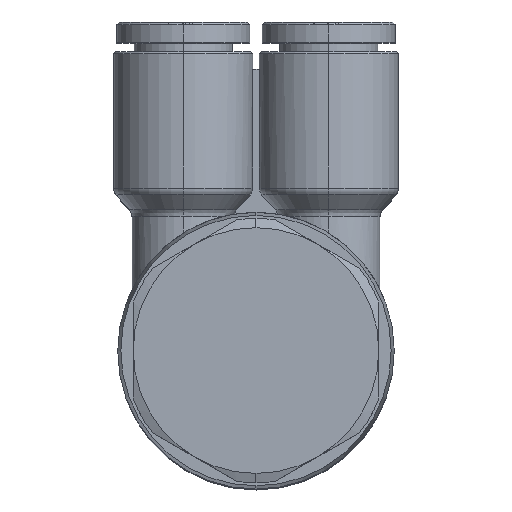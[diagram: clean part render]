
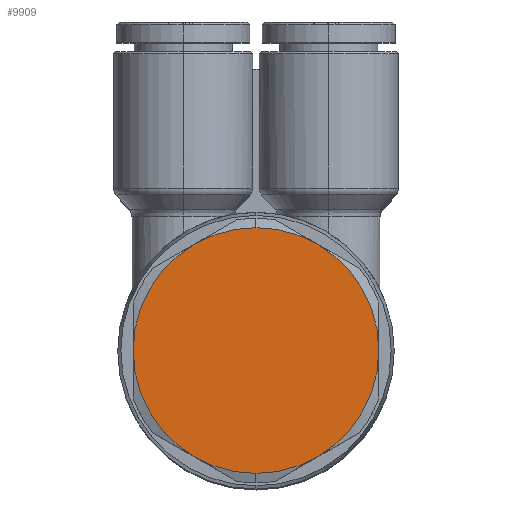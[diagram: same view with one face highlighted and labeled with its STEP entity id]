
A CAD part, top view. The second image highlights one B-rep face of the part: STEP entity #9909.
In plain terms, the highlighted planar face has unit normal (0, 0, 1).
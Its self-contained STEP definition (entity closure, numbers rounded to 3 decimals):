
#8833=CARTESIAN_POINT('',(20.5,7.1,16.));
#8834=VERTEX_POINT('',#8833);
#8841=CARTESIAN_POINT('',(18.892,1.1,16.));
#8842=VERTEX_POINT('',#8841);
#8843=CARTESIAN_POINT('',(8.5,7.1,16.));
#8844=DIRECTION('',(0.0,0.0,1.0));
#8845=DIRECTION('',(-1.0,0.0,0.0));
#8846=AXIS2_PLACEMENT_3D('',#8843,#8844,#8845);
#8847=CIRCLE('',#8846,12.);
#8848=EDGE_CURVE('',#8842,#8834,#8847,.T.);
#8872=CARTESIAN_POINT('',(-3.5,7.1,16.));
#8873=VERTEX_POINT('',#8872);
#8881=CARTESIAN_POINT('',(-1.892,1.1,16.));
#8882=VERTEX_POINT('',#8881);
#8896=CARTESIAN_POINT('',(8.5,7.1,16.));
#8897=DIRECTION('',(0.0,0.0,1.0));
#8898=DIRECTION('',(-1.0,0.0,0.0));
#8899=AXIS2_PLACEMENT_3D('',#8896,#8897,#8898);
#8900=CIRCLE('',#8899,12.);
#8901=EDGE_CURVE('',#8873,#8882,#8900,.T.);
#9323=CARTESIAN_POINT('',(8.5,-4.9,16.));
#9324=VERTEX_POINT('',#9323);
#9360=CARTESIAN_POINT('',(8.5,7.1,16.));
#9361=DIRECTION('',(0.0,0.0,1.0));
#9362=DIRECTION('',(-1.0,0.0,0.0));
#9363=AXIS2_PLACEMENT_3D('',#9360,#9361,#9362);
#9364=CIRCLE('',#9363,12.);
#9365=EDGE_CURVE('',#9324,#8842,#9364,.T.);
#9412=CARTESIAN_POINT('',(8.5,7.1,16.));
#9413=DIRECTION('',(0.0,0.0,1.0));
#9414=DIRECTION('',(-1.0,0.0,0.0));
#9415=AXIS2_PLACEMENT_3D('',#9412,#9413,#9414);
#9416=CIRCLE('',#9415,12.);
#9417=EDGE_CURVE('',#8882,#9324,#9416,.T.);
#9428=CARTESIAN_POINT('',(-1.892,13.1,16.));
#9429=VERTEX_POINT('',#9428);
#9430=CARTESIAN_POINT('',(8.5,7.1,16.));
#9431=DIRECTION('',(0.0,0.0,1.0));
#9432=DIRECTION('',(-1.0,0.0,0.0));
#9433=AXIS2_PLACEMENT_3D('',#9430,#9431,#9432);
#9434=CIRCLE('',#9433,12.);
#9435=EDGE_CURVE('',#9429,#8873,#9434,.T.);
#9482=CARTESIAN_POINT('',(8.5,19.1,16.));
#9483=VERTEX_POINT('',#9482);
#9484=CARTESIAN_POINT('',(8.5,7.1,16.));
#9485=DIRECTION('',(0.0,0.0,1.0));
#9486=DIRECTION('',(-1.0,0.0,0.0));
#9487=AXIS2_PLACEMENT_3D('',#9484,#9485,#9486);
#9488=CIRCLE('',#9487,12.);
#9489=EDGE_CURVE('',#9483,#9429,#9488,.T.);
#9536=CARTESIAN_POINT('',(18.892,13.1,16.));
#9537=VERTEX_POINT('',#9536);
#9538=CARTESIAN_POINT('',(8.5,7.1,16.));
#9539=DIRECTION('',(0.0,0.0,1.0));
#9540=DIRECTION('',(-1.0,0.0,0.0));
#9541=AXIS2_PLACEMENT_3D('',#9538,#9539,#9540);
#9542=CIRCLE('',#9541,12.);
#9543=EDGE_CURVE('',#9537,#9483,#9542,.T.);
#9598=CARTESIAN_POINT('',(8.5,7.1,16.));
#9599=DIRECTION('',(0.0,0.0,1.0));
#9600=DIRECTION('',(-1.0,0.0,0.0));
#9601=AXIS2_PLACEMENT_3D('',#9598,#9599,#9600);
#9602=CIRCLE('',#9601,12.);
#9603=EDGE_CURVE('',#8834,#9537,#9602,.T.);
#9894=CARTESIAN_POINT('',(8.5,7.1,16.));
#9895=DIRECTION('',(0.0,0.0,1.0));
#9896=DIRECTION('',(-1.0,0.0,0.0));
#9897=AXIS2_PLACEMENT_3D('',#9894,#9895,#9896);
#9898=PLANE('',#9897);
#9899=ORIENTED_EDGE('',*,*,#8848,.T.);
#9900=ORIENTED_EDGE('',*,*,#9603,.T.);
#9901=ORIENTED_EDGE('',*,*,#9543,.T.);
#9902=ORIENTED_EDGE('',*,*,#9489,.T.);
#9903=ORIENTED_EDGE('',*,*,#9435,.T.);
#9904=ORIENTED_EDGE('',*,*,#8901,.T.);
#9905=ORIENTED_EDGE('',*,*,#9417,.T.);
#9906=ORIENTED_EDGE('',*,*,#9365,.T.);
#9907=EDGE_LOOP('',(#9899,#9900,#9901,#9902,#9903,#9904,#9905,#9906));
#9908=FACE_OUTER_BOUND('',#9907,.T.);
#9909=ADVANCED_FACE('',(#9908),#9898,.T.);
